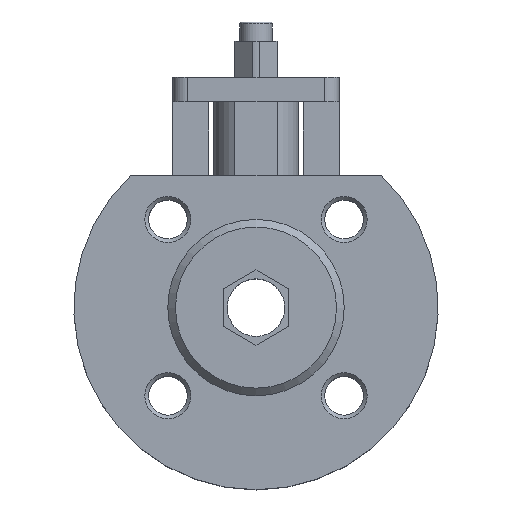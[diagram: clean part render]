
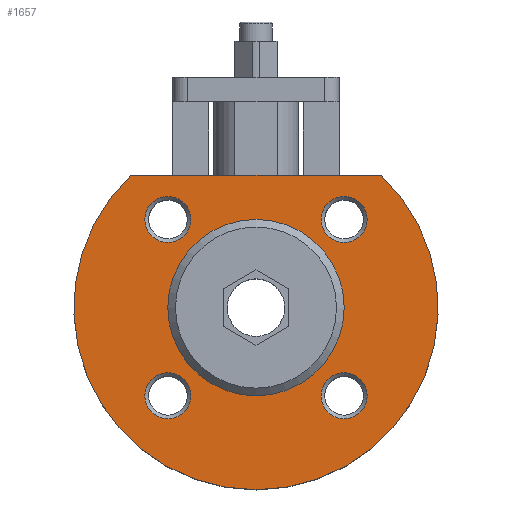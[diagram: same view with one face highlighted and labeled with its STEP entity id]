
A CAD part, top view. The second image highlights one B-rep face of the part: STEP entity #1657.
In plain terms, the highlighted planar face has unit normal (0, 0, 1).
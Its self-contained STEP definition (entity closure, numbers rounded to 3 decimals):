
#83=LINE('',#2537,#229);
#229=VECTOR('',#2006,1000.);
#337=PLANE('',#1781);
#480=ORIENTED_EDGE('',*,*,#922,.F.);
#481=ORIENTED_EDGE('',*,*,#885,.F.);
#482=ORIENTED_EDGE('',*,*,#923,.T.);
#483=ORIENTED_EDGE('',*,*,#924,.T.);
#484=ORIENTED_EDGE('',*,*,#925,.T.);
#485=ORIENTED_EDGE('',*,*,#926,.T.);
#486=ORIENTED_EDGE('',*,*,#927,.T.);
#885=EDGE_CURVE('',#1108,#1109,#83,.T.);
#922=EDGE_CURVE('',#1109,#1108,#1244,.T.);
#923=EDGE_CURVE('',#1135,#1135,#1245,.T.);
#924=EDGE_CURVE('',#1136,#1136,#1246,.T.);
#925=EDGE_CURVE('',#1137,#1137,#1247,.T.);
#926=EDGE_CURVE('',#1138,#1138,#1248,.T.);
#927=EDGE_CURVE('',#1139,#1139,#1249,.T.);
#1108=VERTEX_POINT('',#2536);
#1109=VERTEX_POINT('',#2538);
#1135=VERTEX_POINT('',#2605);
#1136=VERTEX_POINT('',#2607);
#1137=VERTEX_POINT('',#2609);
#1138=VERTEX_POINT('',#2611);
#1139=VERTEX_POINT('',#2613);
#1244=CIRCLE('',#1782,47.5);
#1245=CIRCLE('',#1783,6.);
#1246=CIRCLE('',#1784,6.);
#1247=CIRCLE('',#1785,6.);
#1248=CIRCLE('',#1786,6.);
#1249=CIRCLE('',#1787,23.);
#1334=EDGE_LOOP('',(#480,#481));
#1335=EDGE_LOOP('',(#482));
#1336=EDGE_LOOP('',(#483));
#1337=EDGE_LOOP('',(#484));
#1338=EDGE_LOOP('',(#485));
#1339=EDGE_LOOP('',(#486));
#1486=FACE_BOUND('',#1334,.T.);
#1487=FACE_BOUND('',#1335,.T.);
#1488=FACE_BOUND('',#1336,.T.);
#1489=FACE_BOUND('',#1337,.T.);
#1490=FACE_BOUND('',#1338,.T.);
#1491=FACE_BOUND('',#1339,.T.);
#1657=ADVANCED_FACE('',(#1486,#1487,#1488,#1489,#1490,#1491),#337,.F.);
#1781=AXIS2_PLACEMENT_3D('',#2602,#2063,#2064);
#1782=AXIS2_PLACEMENT_3D('',#2603,#2065,#2066);
#1783=AXIS2_PLACEMENT_3D('',#2604,#2067,#2068);
#1784=AXIS2_PLACEMENT_3D('',#2606,#2069,#2070);
#1785=AXIS2_PLACEMENT_3D('',#2608,#2071,#2072);
#1786=AXIS2_PLACEMENT_3D('',#2610,#2073,#2074);
#1787=AXIS2_PLACEMENT_3D('',#2612,#2075,#2076);
#2006=DIRECTION('',(1.,0.,0.));
#2063=DIRECTION('',(0.,0.,-1.));
#2064=DIRECTION('',(-1.,0.,0.));
#2065=DIRECTION('',(0.,0.,-1.));
#2066=DIRECTION('',(-1.,0.,0.));
#2067=DIRECTION('',(0.,0.,-1.));
#2068=DIRECTION('',(-1.,0.,0.));
#2069=DIRECTION('',(0.,0.,-1.));
#2070=DIRECTION('',(-1.,0.,0.));
#2071=DIRECTION('',(0.,0.,-1.));
#2072=DIRECTION('',(-1.,0.,0.));
#2073=DIRECTION('',(0.,0.,-1.));
#2074=DIRECTION('',(-1.,0.,0.));
#2075=DIRECTION('',(0.,0.,-1.));
#2076=DIRECTION('',(-1.,0.,0.));
#2536=CARTESIAN_POINT('',(-32.65,34.5,18.));
#2537=CARTESIAN_POINT('',(0.,34.5,18.));
#2538=CARTESIAN_POINT('',(32.65,34.5,18.));
#2602=CARTESIAN_POINT('',(0.,23.,18.));
#2603=CARTESIAN_POINT('',(0.,0.,18.));
#2604=CARTESIAN_POINT('',(22.981,22.981,18.));
#2605=CARTESIAN_POINT('',(16.981,22.981,18.));
#2606=CARTESIAN_POINT('',(22.981,-22.981,18.));
#2607=CARTESIAN_POINT('',(16.981,-22.981,18.));
#2608=CARTESIAN_POINT('',(-22.981,-22.981,18.));
#2609=CARTESIAN_POINT('',(-28.981,-22.981,18.));
#2610=CARTESIAN_POINT('',(-22.981,22.981,18.));
#2611=CARTESIAN_POINT('',(-28.981,22.981,18.));
#2612=CARTESIAN_POINT('',(0.,0.,18.));
#2613=CARTESIAN_POINT('',(-23.,0.,18.));
